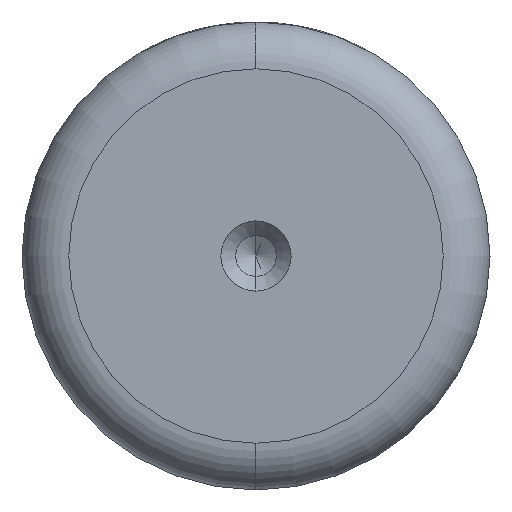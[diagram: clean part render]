
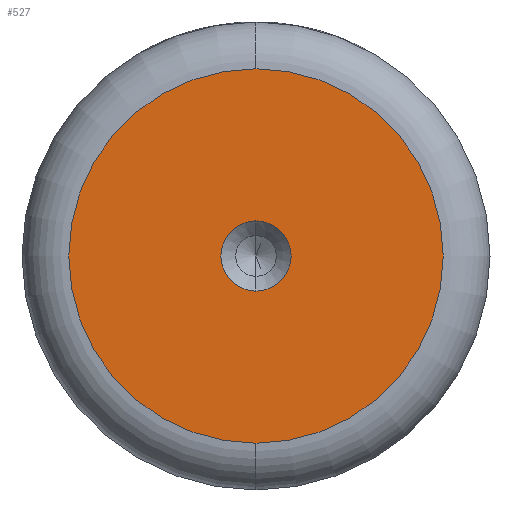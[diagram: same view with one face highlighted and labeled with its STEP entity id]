
A CAD part, left-side view. The second image highlights one B-rep face of the part: STEP entity #527.
In plain terms, the highlighted planar face has unit normal (-1, 0, 0).
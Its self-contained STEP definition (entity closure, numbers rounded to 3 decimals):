
#42 = DIRECTION ( 'NONE',  ( 0., 0., 1. ) ) ;
#66 = AXIS2_PLACEMENT_3D ( 'NONE', #979, #663, #351 ) ;
#124 = ORIENTED_EDGE ( 'NONE', *, *, #997, .F. ) ;
#138 = CARTESIAN_POINT ( 'NONE',  ( 0., 0., 0. ) ) ;
#209 = CARTESIAN_POINT ( 'NONE',  ( 0., 0., -2.25 ) ) ;
#217 = VERTEX_POINT ( 'NONE', #1208 ) ;
#235 = ORIENTED_EDGE ( 'NONE', *, *, #1001, .T. ) ;
#251 = EDGE_CURVE ( 'NONE', #1182, #682, #1118, .T. ) ;
#265 = DIRECTION ( 'NONE',  ( 0., 0., 1. ) ) ;
#333 = VERTEX_POINT ( 'NONE', #391 ) ;
#340 = FACE_OUTER_BOUND ( 'NONE', #507, .T. ) ;
#351 = DIRECTION ( 'NONE',  ( 0., 0., 1. ) ) ;
#352 = CIRCLE ( 'NONE', #379, 12. ) ;
#358 = AXIS2_PLACEMENT_3D ( 'NONE', #594, #1330, #689 ) ;
#379 = AXIS2_PLACEMENT_3D ( 'NONE', #1346, #702, #42 ) ;
#391 = CARTESIAN_POINT ( 'NONE',  ( 0., 0., -12. ) ) ;
#394 = CARTESIAN_POINT ( 'NONE',  ( 0., 0., 0. ) ) ;
#405 = ORIENTED_EDGE ( 'NONE', *, *, #934, .T. ) ;
#451 = AXIS2_PLACEMENT_3D ( 'NONE', #394, #1130, #499 ) ;
#499 = DIRECTION ( 'NONE',  ( 0., 0., 1. ) ) ;
#507 = EDGE_LOOP ( 'NONE', ( #405, #235 ) ) ;
#527 = ADVANCED_FACE ( 'NONE', ( #713, #340 ), #1193, .T. ) ;
#594 = CARTESIAN_POINT ( 'NONE',  ( 0., 0., 0. ) ) ;
#610 = CIRCLE ( 'NONE', #451, 2.25 ) ;
#663 = DIRECTION ( 'NONE',  ( -1., 0., 0. ) ) ;
#682 = VERTEX_POINT ( 'NONE', #796 ) ;
#689 = DIRECTION ( 'NONE',  ( 0., 0., 1. ) ) ;
#702 = DIRECTION ( 'NONE',  ( -1., 0., 0. ) ) ;
#713 = FACE_BOUND ( 'NONE', #930, .T. ) ;
#786 = ORIENTED_EDGE ( 'NONE', *, *, #251, .F. ) ;
#796 = CARTESIAN_POINT ( 'NONE',  ( 0., 0., 2.25 ) ) ;
#899 = DIRECTION ( 'NONE',  ( -1., 0., 0. ) ) ;
#930 = EDGE_LOOP ( 'NONE', ( #124, #786 ) ) ;
#934 = EDGE_CURVE ( 'NONE', #217, #333, #947, .T. ) ;
#947 = CIRCLE ( 'NONE', #358, 12. ) ;
#979 = CARTESIAN_POINT ( 'NONE',  ( 0., 0., 0. ) ) ;
#997 = EDGE_CURVE ( 'NONE', #682, #1182, #610, .T. ) ;
#1001 = EDGE_CURVE ( 'NONE', #333, #217, #352, .T. ) ;
#1118 = CIRCLE ( 'NONE', #1136, 2.25 ) ;
#1130 = DIRECTION ( 'NONE',  ( -1., 0., 0. ) ) ;
#1136 = AXIS2_PLACEMENT_3D ( 'NONE', #138, #899, #265 ) ;
#1182 = VERTEX_POINT ( 'NONE', #209 ) ;
#1193 = PLANE ( 'NONE',  #66 ) ;
#1208 = CARTESIAN_POINT ( 'NONE',  ( 0., 0., 12. ) ) ;
#1330 = DIRECTION ( 'NONE',  ( -1., 0., 0. ) ) ;
#1346 = CARTESIAN_POINT ( 'NONE',  ( 0., 0., 0. ) ) ;
